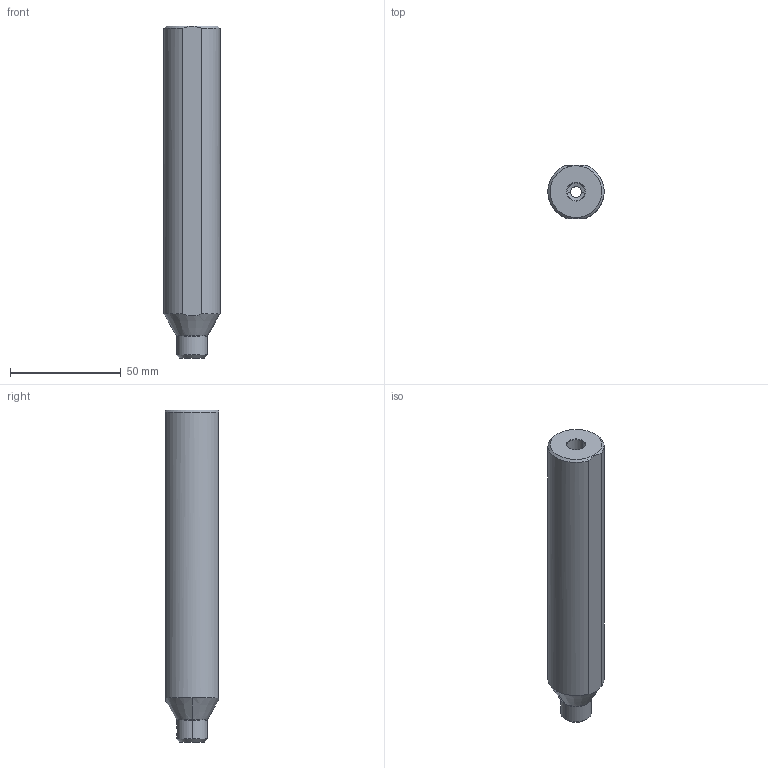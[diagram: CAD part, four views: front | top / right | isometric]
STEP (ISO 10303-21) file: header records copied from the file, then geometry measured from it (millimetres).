
FILE_DESCRIPTION(/* description */ (''),/* implementation_level */ '2;1');
FILE_NAME(/* name */ 'RBH16315A.stp',/* time_stamp */ '2018-05-09T16:30:43+09:00',/* author */ (''),/* organization */ (''),/* preprocessor_version */ 'ST-DEVELOPER v16',/* originating_system */ 'SIEMENS PLM Software NX 10.0',/* authorisation */ '');
FILE_SCHEMA (('AUTOMOTIVE_DESIGN { 1 0 10303 214 3 1 1 1 }'));
Length unit declared in the file: millimetre
Products named in the file (1): RBH16315A_ASM
Bounding box: 25.4 x 24.23 x 150 mm (x, y, z)
Volume: 63024.8 mm3; surface area: 15939 mm2
Topology: 5 solids, 5 shells, 90 faces, 197 edges, 119 vertices
Faces by surface type: cone 34, plane 34, cylinder 20, torus 2
Entity records: 3051 total; most frequent: CARTESIAN_POINT 879, DIRECTION 465, ORIENTED_EDGE 394, EDGE_CURVE 197, AXIS2_PLACEMENT_3D 178, VERTEX_POINT 119, LINE 109, VECTOR 109
